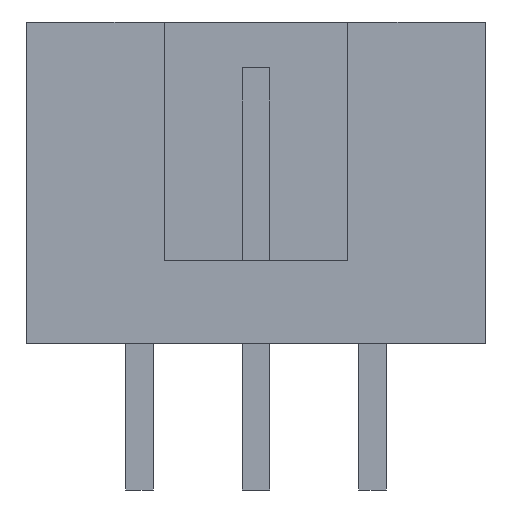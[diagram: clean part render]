
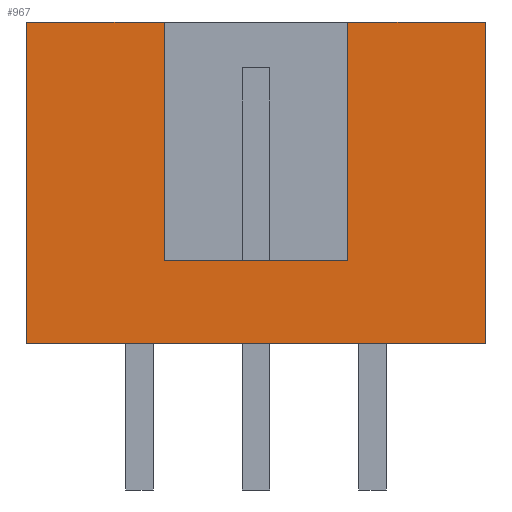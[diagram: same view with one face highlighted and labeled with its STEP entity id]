
A CAD part, front view. The second image highlights one B-rep face of the part: STEP entity #967.
In plain terms, the highlighted planar face has unit normal (0, -1, 0).
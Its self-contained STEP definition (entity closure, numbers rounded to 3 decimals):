
#21 = EDGE_CURVE ( 'NONE', #215, #1842, #1098, .T. ) ;
#51 = CARTESIAN_POINT ( 'NONE',  ( -5., -3., 0. ) ) ;
#118 = ORIENTED_EDGE ( 'NONE', *, *, #254, .F. ) ;
#132 = DIRECTION ( 'NONE',  ( 0., 0., -1. ) ) ;
#197 = FACE_OUTER_BOUND ( 'NONE', #1775, .T. ) ;
#215 = VERTEX_POINT ( 'NONE', #952 ) ;
#220 = CARTESIAN_POINT ( 'NONE',  ( -5., -3., 1.8 ) ) ;
#253 = VERTEX_POINT ( 'NONE', #51 ) ;
#254 = EDGE_CURVE ( 'NONE', #822, #868, #538, .T. ) ;
#293 = DIRECTION ( 'NONE',  ( 0., 0., -1. ) ) ;
#324 = VECTOR ( 'NONE', #838, 1000. ) ;
#329 = CARTESIAN_POINT ( 'NONE',  ( 2., -3., 1.8 ) ) ;
#349 = DIRECTION ( 'NONE',  ( 1., 0., 0. ) ) ;
#431 = DIRECTION ( 'NONE',  ( 1., 0., 0. ) ) ;
#456 = EDGE_CURVE ( 'NONE', #868, #1397, #1637, .T. ) ;
#485 = CARTESIAN_POINT ( 'NONE',  ( 2., -3., 25.662 ) ) ;
#515 = LINE ( 'NONE', #1945, #784 ) ;
#538 = LINE ( 'NONE', #1217, #1293 ) ;
#544 = CARTESIAN_POINT ( 'NONE',  ( -2., -3., 25.662 ) ) ;
#579 = CARTESIAN_POINT ( 'NONE',  ( 5., -3., 7. ) ) ;
#586 = CARTESIAN_POINT ( 'NONE',  ( -2., -3., 7. ) ) ;
#640 = DIRECTION ( 'NONE',  ( 0., 0., -1. ) ) ;
#728 = LINE ( 'NONE', #732, #1318 ) ;
#732 = CARTESIAN_POINT ( 'NONE',  ( -5., -3., 1.8 ) ) ;
#777 = EDGE_CURVE ( 'NONE', #253, #1422, #515, .T. ) ;
#784 = VECTOR ( 'NONE', #1316, 1000. ) ;
#822 = VERTEX_POINT ( 'NONE', #1494 ) ;
#838 = DIRECTION ( 'NONE',  ( 0., 0., -1. ) ) ;
#868 = VERTEX_POINT ( 'NONE', #586 ) ;
#872 = ORIENTED_EDGE ( 'NONE', *, *, #1208, .F. ) ;
#888 = EDGE_CURVE ( 'NONE', #822, #253, #728, .T. ) ;
#890 = VERTEX_POINT ( 'NONE', #579 ) ;
#915 = VECTOR ( 'NONE', #431, 1000. ) ;
#952 = CARTESIAN_POINT ( 'NONE',  ( 2., -3., 7. ) ) ;
#955 = EDGE_CURVE ( 'NONE', #1397, #1842, #1541, .T. ) ;
#967 = ADVANCED_FACE ( 'NONE', ( #197 ), #1748, .F. ) ;
#971 = LINE ( 'NONE', #1026, #1227 ) ;
#981 = DIRECTION ( 'NONE',  ( 0., 0., 1. ) ) ;
#985 = LINE ( 'NONE', #1160, #1903 ) ;
#1026 = CARTESIAN_POINT ( 'NONE',  ( 2., -3., 7. ) ) ;
#1098 = LINE ( 'NONE', #485, #1569 ) ;
#1116 = DIRECTION ( 'NONE',  ( 0., 1., 0. ) ) ;
#1160 = CARTESIAN_POINT ( 'NONE',  ( 5., -3., 1.8 ) ) ;
#1208 = EDGE_CURVE ( 'NONE', #890, #1422, #985, .T. ) ;
#1211 = ORIENTED_EDGE ( 'NONE', *, *, #456, .F. ) ;
#1213 = ORIENTED_EDGE ( 'NONE', *, *, #777, .T. ) ;
#1217 = CARTESIAN_POINT ( 'NONE',  ( -2., -3., 7. ) ) ;
#1227 = VECTOR ( 'NONE', #1818, 1000. ) ;
#1293 = VECTOR ( 'NONE', #349, 1000. ) ;
#1316 = DIRECTION ( 'NONE',  ( 1., 0., 0. ) ) ;
#1318 = VECTOR ( 'NONE', #132, 1000. ) ;
#1397 = VERTEX_POINT ( 'NONE', #1484 ) ;
#1419 = ORIENTED_EDGE ( 'NONE', *, *, #1653, .F. ) ;
#1422 = VERTEX_POINT ( 'NONE', #1917 ) ;
#1461 = ORIENTED_EDGE ( 'NONE', *, *, #955, .F. ) ;
#1473 = AXIS2_PLACEMENT_3D ( 'NONE', #220, #1116, #981 ) ;
#1484 = CARTESIAN_POINT ( 'NONE',  ( -2., -3., 1.8 ) ) ;
#1494 = CARTESIAN_POINT ( 'NONE',  ( -5., -3., 7. ) ) ;
#1498 = ORIENTED_EDGE ( 'NONE', *, *, #888, .T. ) ;
#1541 = LINE ( 'NONE', #1644, #915 ) ;
#1569 = VECTOR ( 'NONE', #640, 1000. ) ;
#1637 = LINE ( 'NONE', #544, #324 ) ;
#1644 = CARTESIAN_POINT ( 'NONE',  ( -5., -3., 1.8 ) ) ;
#1653 = EDGE_CURVE ( 'NONE', #215, #890, #971, .T. ) ;
#1748 = PLANE ( 'NONE',  #1473 ) ;
#1752 = ORIENTED_EDGE ( 'NONE', *, *, #21, .T. ) ;
#1775 = EDGE_LOOP ( 'NONE', ( #1213, #872, #1419, #1752, #1461, #1211, #118, #1498 ) ) ;
#1818 = DIRECTION ( 'NONE',  ( 1., 0., 0. ) ) ;
#1842 = VERTEX_POINT ( 'NONE', #329 ) ;
#1903 = VECTOR ( 'NONE', #293, 1000. ) ;
#1917 = CARTESIAN_POINT ( 'NONE',  ( 5., -3., 0. ) ) ;
#1945 = CARTESIAN_POINT ( 'NONE',  ( -5., -3., 0. ) ) ;
